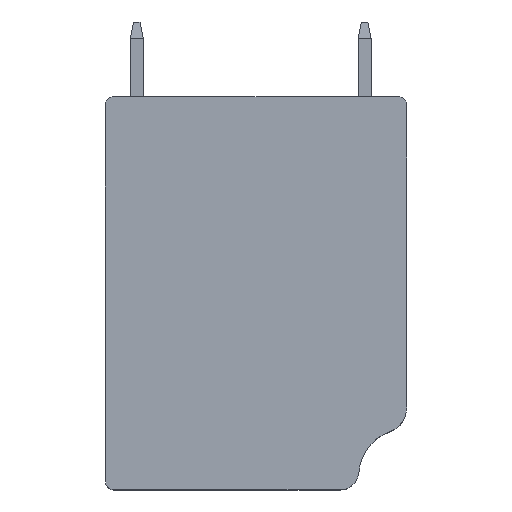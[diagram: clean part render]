
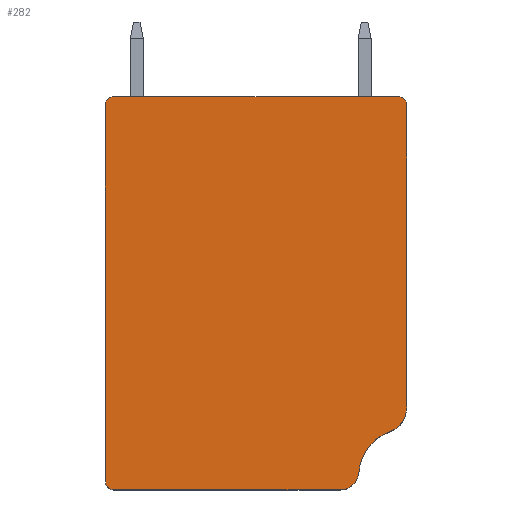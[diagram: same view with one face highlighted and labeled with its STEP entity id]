
A CAD part, top view. The second image highlights one B-rep face of the part: STEP entity #282.
In plain terms, the highlighted planar face has unit normal (0, 0, 1).
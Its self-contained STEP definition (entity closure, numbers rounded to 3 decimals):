
#10 = EDGE_CURVE ( 'NONE', #1744, #1746, #1837, .T. ) ;
#18 = EDGE_CURVE ( 'NONE', #1746, #1767, #2190, .T. ) ;
#19 = EDGE_CURVE ( 'NONE', #1730, #1732, #1865, .T. ) ;
#23 = EDGE_CURVE ( 'NONE', #1740, #1741, #1878, .T. ) ;
#33 = EDGE_CURVE ( 'NONE', #1771, #1773, #1908, .T. ) ;
#38 = EDGE_CURVE ( 'NONE', #1774, #1761, #1923, .T. ) ;
#45 = EDGE_CURVE ( 'NONE', #1769, #1771, #2193, .T. ) ;
#47 = EDGE_CURVE ( 'NONE', #1767, #1769, #2194, .T. ) ;
#103 = EDGE_CURVE ( 'NONE', #1761, #1730, #2210, .T. ) ;
#106 = EDGE_CURVE ( 'NONE', #1732, #1740, #2212, .T. ) ;
#120 = VECTOR ( 'NONE', #1880, 1000. ) ;
#127 = VECTOR ( 'NONE', #1867, 1000. ) ;
#134 = AXIS2_PLACEMENT_3D ( 'NONE', #1861, #1862, #1863 ) ;
#135 = VECTOR ( 'NONE', #1839, 1000. ) ;
#282 = ADVANCED_FACE ( 'NONE', ( #1259 ), #528, .T. ) ;
#314 = EDGE_CURVE ( 'NONE', #1741, #1744, #855, .T. ) ;
#389 = ORIENTED_EDGE ( 'NONE', *, *, #10, .T. ) ;
#390 = ORIENTED_EDGE ( 'NONE', *, *, #314, .T. ) ;
#391 = ORIENTED_EDGE ( 'NONE', *, *, #106, .T. ) ;
#392 = ORIENTED_EDGE ( 'NONE', *, *, #19, .T. ) ;
#393 = ORIENTED_EDGE ( 'NONE', *, *, #103, .T. ) ;
#394 = ORIENTED_EDGE ( 'NONE', *, *, #23, .T. ) ;
#405 = ORIENTED_EDGE ( 'NONE', *, *, #18, .T. ) ;
#406 = ORIENTED_EDGE ( 'NONE', *, *, #47, .T. ) ;
#407 = ORIENTED_EDGE ( 'NONE', *, *, #45, .T. ) ;
#408 = ORIENTED_EDGE ( 'NONE', *, *, #38, .T. ) ;
#409 = ORIENTED_EDGE ( 'NONE', *, *, #33, .T. ) ;
#433 = ORIENTED_EDGE ( 'NONE', *, *, #917, .T. ) ;
#448 = AXIS2_PLACEMENT_3D ( 'NONE', #1937, #1944, #1945 ) ;
#453 = AXIS2_PLACEMENT_3D ( 'NONE', #1946, #1950, #1951 ) ;
#455 = VECTOR ( 'NONE', #1925, 1000. ) ;
#459 = VECTOR ( 'NONE', #1910, 1000. ) ;
#491 = AXIS2_PLACEMENT_3D ( 'NONE', #979, #983, #984 ) ;
#494 = AXIS2_PLACEMENT_3D ( 'NONE', #967, #974, #975 ) ;
#528 = PLANE ( 'NONE',  #1254 ) ;
#529 = CARTESIAN_POINT ( 'NONE',  ( 0.518, -0.576, -15. ) ) ;
#530 = DIRECTION ( 'NONE',  ( 0., 0., 1. ) ) ;
#531 = DIRECTION ( 'NONE',  ( 1., 0., 0. ) ) ;
#602 = CARTESIAN_POINT ( 'NONE',  ( 14.435, -24.226, -15. ) ) ;
#627 = CARTESIAN_POINT ( 'NONE',  ( 14.439, -24.226, -15. ) ) ;
#628 = CARTESIAN_POINT ( 'NONE',  ( 14.442, -24.226, -15. ) ) ;
#629 = CARTESIAN_POINT ( 'NONE',  ( 14.446, -24.226, -15. ) ) ;
#679 = AXIS2_PLACEMENT_3D ( 'NONE', #1128, #1129, #1130 ) ;
#855 = B_SPLINE_CURVE_WITH_KNOTS ( 'NONE', 3,
 ( #602, #627, #628, #629 ),
 .UNSPECIFIED., .F., .F.,
 ( 4, 4 ),
 ( 0., 1. ),
 .UNSPECIFIED. ) ;
#917 = EDGE_CURVE ( 'NONE', #1773, #1774, #2220, .T. ) ;
#967 = CARTESIAN_POINT ( 'NONE',  ( 0.518, -0.576, -15. ) ) ;
#974 = DIRECTION ( 'NONE',  ( 0., 0., 1. ) ) ;
#975 = DIRECTION ( 'NONE',  ( 1., 0., 0. ) ) ;
#979 = CARTESIAN_POINT ( 'NONE',  ( 0.518, -23.726, -15. ) ) ;
#983 = DIRECTION ( 'NONE',  ( 0., 0., 1. ) ) ;
#984 = DIRECTION ( 'NONE',  ( 1., 0., 0. ) ) ;
#1128 = CARTESIAN_POINT ( 'NONE',  ( 18.015, -0.576, -15. ) ) ;
#1129 = DIRECTION ( 'NONE',  ( 0., 0., 1. ) ) ;
#1130 = DIRECTION ( 'NONE',  ( 1., 0., 0. ) ) ;
#1254 = AXIS2_PLACEMENT_3D ( 'NONE', #529, #530, #531 ) ;
#1259 = FACE_OUTER_BOUND ( 'NONE', #1691, .T. ) ;
#1450 = CARTESIAN_POINT ( 'NONE',  ( 0.018, -0.576, -15. ) ) ;
#1452 = CARTESIAN_POINT ( 'NONE',  ( 0.018, -23.726, -15. ) ) ;
#1460 = CARTESIAN_POINT ( 'NONE',  ( 0.518, -24.226, -15. ) ) ;
#1461 = CARTESIAN_POINT ( 'NONE',  ( 14.435, -24.226, -15. ) ) ;
#1464 = CARTESIAN_POINT ( 'NONE',  ( 14.446, -24.226, -15. ) ) ;
#1466 = CARTESIAN_POINT ( 'NONE',  ( 14.448, -24.226, -15. ) ) ;
#1481 = CARTESIAN_POINT ( 'NONE',  ( 0.518, -0.076, -15. ) ) ;
#1487 = CARTESIAN_POINT ( 'NONE',  ( 15.587, -23.162, -15. ) ) ;
#1489 = CARTESIAN_POINT ( 'NONE',  ( 17.517, -20.641, -15. ) ) ;
#1491 = CARTESIAN_POINT ( 'NONE',  ( 18.515, -19.129, -15. ) ) ;
#1493 = CARTESIAN_POINT ( 'NONE',  ( 18.515, -0.576, -15. ) ) ;
#1494 = CARTESIAN_POINT ( 'NONE',  ( 18.015, -0.076, -15. ) ) ;
#1691 = EDGE_LOOP ( 'NONE', ( #393, #392, #391, #394, #390, #389, #405, #406, #407, #409, #433, #408 ) ) ;
#1730 = VERTEX_POINT ( 'NONE', #1450 ) ;
#1732 = VERTEX_POINT ( 'NONE', #1452 ) ;
#1740 = VERTEX_POINT ( 'NONE', #1460 ) ;
#1741 = VERTEX_POINT ( 'NONE', #1461 ) ;
#1744 = VERTEX_POINT ( 'NONE', #1464 ) ;
#1746 = VERTEX_POINT ( 'NONE', #1466 ) ;
#1761 = VERTEX_POINT ( 'NONE', #1481 ) ;
#1767 = VERTEX_POINT ( 'NONE', #1487 ) ;
#1769 = VERTEX_POINT ( 'NONE', #1489 ) ;
#1771 = VERTEX_POINT ( 'NONE', #1491 ) ;
#1773 = VERTEX_POINT ( 'NONE', #1493 ) ;
#1774 = VERTEX_POINT ( 'NONE', #1494 ) ;
#1837 = LINE ( 'NONE', #1838, #135 ) ;
#1838 = CARTESIAN_POINT ( 'NONE',  ( 0.518, -24.226, -15. ) ) ;
#1839 = DIRECTION ( 'NONE',  ( 1., 0., 0. ) ) ;
#1861 = CARTESIAN_POINT ( 'NONE',  ( 14.44, -23.076, -15. ) ) ;
#1862 = DIRECTION ( 'NONE',  ( 0., 0., 1. ) ) ;
#1863 = DIRECTION ( 'NONE',  ( 1., 0., 0. ) ) ;
#1865 = LINE ( 'NONE', #1866, #127 ) ;
#1866 = CARTESIAN_POINT ( 'NONE',  ( 0.018, -0.576, -15. ) ) ;
#1867 = DIRECTION ( 'NONE',  ( 0., -1., 0. ) ) ;
#1878 = LINE ( 'NONE', #1879, #120 ) ;
#1879 = CARTESIAN_POINT ( 'NONE',  ( 0.518, -24.226, -15. ) ) ;
#1880 = DIRECTION ( 'NONE',  ( 1., 0., 0. ) ) ;
#1908 = LINE ( 'NONE', #1909, #459 ) ;
#1909 = CARTESIAN_POINT ( 'NONE',  ( 18.515, -19.129, -15. ) ) ;
#1910 = DIRECTION ( 'NONE',  ( 0., 1., 0. ) ) ;
#1923 = LINE ( 'NONE', #1924, #455 ) ;
#1924 = CARTESIAN_POINT ( 'NONE',  ( 18.015, -0.076, -15. ) ) ;
#1925 = DIRECTION ( 'NONE',  ( -1., 0., 0. ) ) ;
#1937 = CARTESIAN_POINT ( 'NONE',  ( 17.018, -19.226, -15. ) ) ;
#1944 = DIRECTION ( 'NONE',  ( 0., 0., 1. ) ) ;
#1945 = DIRECTION ( 'NONE',  ( 1., 0., 0. ) ) ;
#1946 = CARTESIAN_POINT ( 'NONE',  ( 18.482, -23.379, -15. ) ) ;
#1950 = DIRECTION ( 'NONE',  ( 0., 0., -1. ) ) ;
#1951 = DIRECTION ( 'NONE',  ( 1., 0., 0. ) ) ;
#2190 = CIRCLE ( 'NONE', #134, 1.15 ) ;
#2193 = CIRCLE ( 'NONE', #448, 1.5 ) ;
#2194 = CIRCLE ( 'NONE', #453, 2.903 ) ;
#2210 = CIRCLE ( 'NONE', #494, 0.5 ) ;
#2212 = CIRCLE ( 'NONE', #491, 0.5 ) ;
#2220 = CIRCLE ( 'NONE', #679, 0.5 ) ;
